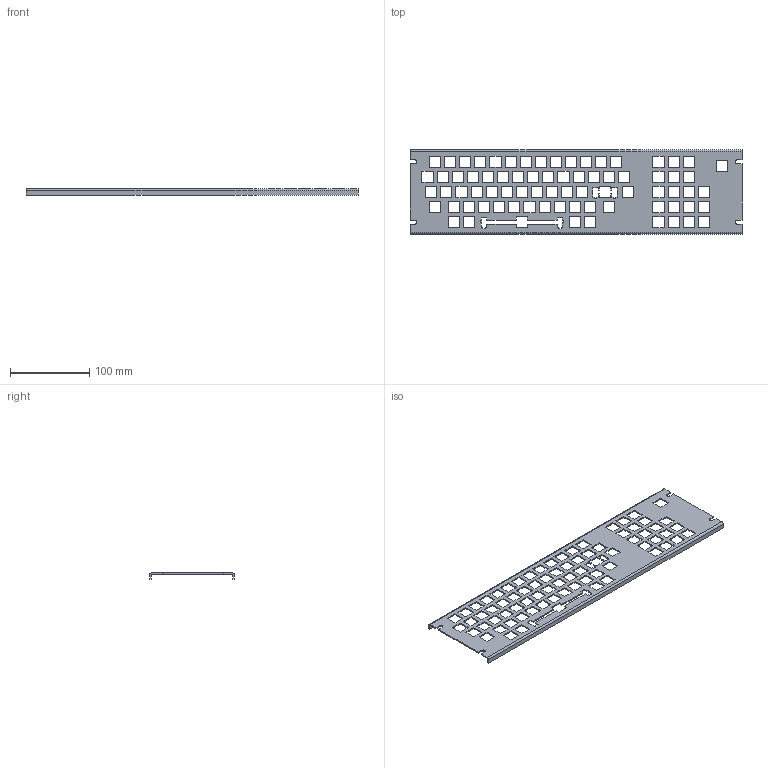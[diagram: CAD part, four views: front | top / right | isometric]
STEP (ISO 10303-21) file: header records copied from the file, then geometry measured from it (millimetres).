
FILE_DESCRIPTION (( 'STEP AP203' ), '1' );
FILE_NAME ('trs804kb-stab-15-1063-804-noholes.STEP', '2023-11-21T18:21:30', ( '' ), ( '' ), 'SwSTEP 2.0', 'SolidWorks 2022', '' );
FILE_SCHEMA (( 'CONFIG_CONTROL_DESIGN' ));
Length unit declared in the file: millimetre
Products named in the file (1): trs804kb-stab-15-1063-804-noholes
Bounding box: 418.68 x 106.28 x 8.04 mm (x, y, z)
Volume: 50499.5 mm3; surface area: 75848.6 mm2
Topology: 1 solids, 1 shells, 842 faces, 2504 edges, 1664 vertices
Faces by surface type: plane 838, cylinder 4
Entity records: 27989 total; most frequent: CARTESIAN_POINT 5011, ORIENTED_EDGE 5008, DIRECTION 4198, EDGE_CURVE 2504, LINE 2496, VECTOR 2496, VERTEX_POINT 1664, EDGE_LOOP 994
